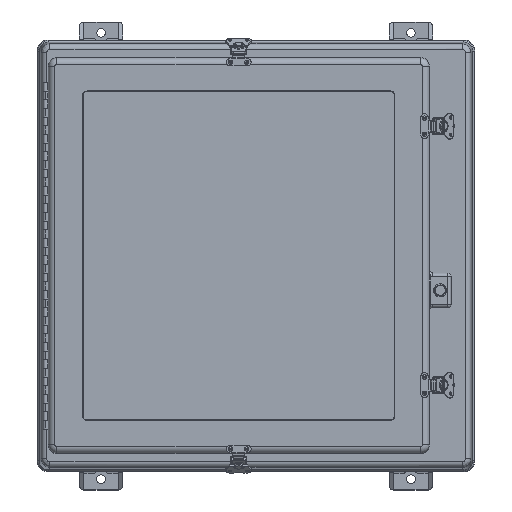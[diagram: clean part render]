
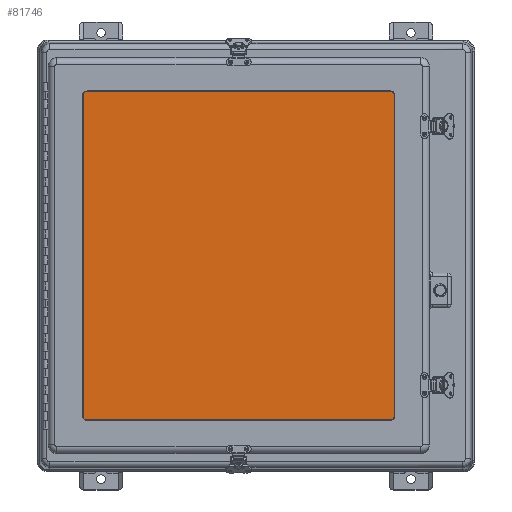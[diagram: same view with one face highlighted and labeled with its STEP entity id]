
A CAD part, top view. The second image highlights one B-rep face of the part: STEP entity #81746.
In plain terms, the highlighted planar face has unit normal (0, 0, 1).
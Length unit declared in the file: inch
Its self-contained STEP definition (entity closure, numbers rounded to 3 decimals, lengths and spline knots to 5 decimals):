
#637 = DIRECTION ( 'NONE',  ( 0., 1., 0. ) ) ;
#1223 = DIRECTION ( 'NONE',  ( 0., 0., 1. ) ) ;
#1791 = ORIENTED_EDGE ( 'NONE', *, *, #76093, .F. ) ;
#2331 = CARTESIAN_POINT ( 'NONE',  ( -9.97973, -9.25, 10.659 ) ) ;
#2777 = ORIENTED_EDGE ( 'NONE', *, *, #20311, .F. ) ;
#3488 = CARTESIAN_POINT ( 'NONE',  ( 7.98027, -9.25, 10.659 ) ) ;
#4173 = CARTESIAN_POINT ( 'NONE',  ( 7.75027, 9.48, 10.659 ) ) ;
#5764 = VECTOR ( 'NONE', #52208, 39.37008 ) ;
#10460 = VERTEX_POINT ( 'NONE', #61074 ) ;
#10892 = DIRECTION ( 'NONE',  ( 0., 1., 0. ) ) ;
#15926 = VECTOR ( 'NONE', #31065, 39.37008 ) ;
#20311 = EDGE_CURVE ( 'NONE', #10460, #71276, #37686, .T. ) ;
#21044 = ORIENTED_EDGE ( 'NONE', *, *, #74688, .F. ) ;
#24869 = ORIENTED_EDGE ( 'NONE', *, *, #63177, .F. ) ;
#26765 = DIRECTION ( 'NONE',  ( -1., 0., 0. ) ) ;
#27196 = EDGE_CURVE ( 'NONE', #44063, #28627, #55784, .T. ) ;
#28133 = VERTEX_POINT ( 'NONE', #60401 ) ;
#28510 = CIRCLE ( 'NONE', #47202, 0.23 ) ;
#28627 = VERTEX_POINT ( 'NONE', #80463 ) ;
#28906 = AXIS2_PLACEMENT_3D ( 'NONE', #45525, #39070, #10892 ) ;
#29202 = VERTEX_POINT ( 'NONE', #4173 ) ;
#30006 = VERTEX_POINT ( 'NONE', #89286 ) ;
#31065 = DIRECTION ( 'NONE',  ( 1., 0., 0. ) ) ;
#31258 = VERTEX_POINT ( 'NONE', #37179 ) ;
#31945 = CARTESIAN_POINT ( 'NONE',  ( 7.75027, -9.25, 10.659 ) ) ;
#33274 = CIRCLE ( 'NONE', #60893, 0.23 ) ;
#36908 = LINE ( 'NONE', #55688, #89355 ) ;
#37179 = CARTESIAN_POINT ( 'NONE',  ( 7.98027, 9.25, 10.659 ) ) ;
#37686 = CIRCLE ( 'NONE', #28906, 0.23 ) ;
#39070 = DIRECTION ( 'NONE',  ( 0., 0., -1. ) ) ;
#40073 = EDGE_LOOP ( 'NONE', ( #52754, #2777, #79226, #1791, #21044, #81623, #24869, #79532 ) ) ;
#42584 = PLANE ( 'NONE',  #60365 ) ;
#44063 = VERTEX_POINT ( 'NONE', #3488 ) ;
#44461 = DIRECTION ( 'NONE',  ( 0., 0., -1. ) ) ;
#45525 = CARTESIAN_POINT ( 'NONE',  ( -9.74973, 9.25, 10.659 ) ) ;
#46037 = DIRECTION ( 'NONE',  ( 0., 0., -1. ) ) ;
#46297 = DIRECTION ( 'NONE',  ( 0., 1., 0. ) ) ;
#47202 = AXIS2_PLACEMENT_3D ( 'NONE', #68258, #81107, #46297 ) ;
#48679 = EDGE_CURVE ( 'NONE', #28133, #10460, #88957, .T. ) ;
#49279 = EDGE_CURVE ( 'NONE', #29202, #31258, #28510, .T. ) ;
#51449 = DIRECTION ( 'NONE',  ( 0., 1., 0. ) ) ;
#52208 = DIRECTION ( 'NONE',  ( 0., 1., 0. ) ) ;
#52754 = ORIENTED_EDGE ( 'NONE', *, *, #58433, .F. ) ;
#54323 = CARTESIAN_POINT ( 'NONE',  ( 7.75027, -9.48, 10.659 ) ) ;
#55688 = CARTESIAN_POINT ( 'NONE',  ( 7.98027, 9.25, 10.659 ) ) ;
#55784 = CIRCLE ( 'NONE', #81662, 0.23 ) ;
#56863 = VECTOR ( 'NONE', #26765, 39.37008 ) ;
#56893 = CARTESIAN_POINT ( 'NONE',  ( -9.74973, 9.48, 10.659 ) ) ;
#56911 = CARTESIAN_POINT ( 'NONE',  ( -0.99973, 0., 10.659 ) ) ;
#58433 = EDGE_CURVE ( 'NONE', #71276, #29202, #68498, .T. ) ;
#60365 = AXIS2_PLACEMENT_3D ( 'NONE', #56911, #1223, #637 ) ;
#60401 = CARTESIAN_POINT ( 'NONE',  ( -9.97973, -9.25, 10.659 ) ) ;
#60893 = AXIS2_PLACEMENT_3D ( 'NONE', #86281, #44461, #51449 ) ;
#61074 = CARTESIAN_POINT ( 'NONE',  ( -9.97973, 9.25, 10.659 ) ) ;
#63177 = EDGE_CURVE ( 'NONE', #31258, #44063, #36908, .T. ) ;
#64955 = CARTESIAN_POINT ( 'NONE',  ( -9.74973, 9.48, 10.659 ) ) ;
#66765 = DIRECTION ( 'NONE',  ( 0., 1., 0. ) ) ;
#68258 = CARTESIAN_POINT ( 'NONE',  ( 7.75027, 9.25, 10.659 ) ) ;
#68498 = LINE ( 'NONE', #64955, #15926 ) ;
#71276 = VERTEX_POINT ( 'NONE', #56893 ) ;
#74688 = EDGE_CURVE ( 'NONE', #28627, #30006, #88614, .T. ) ;
#76093 = EDGE_CURVE ( 'NONE', #30006, #28133, #33274, .T. ) ;
#76778 = DIRECTION ( 'NONE',  ( 0., -1., 0. ) ) ;
#79226 = ORIENTED_EDGE ( 'NONE', *, *, #48679, .F. ) ;
#79532 = ORIENTED_EDGE ( 'NONE', *, *, #49279, .F. ) ;
#80463 = CARTESIAN_POINT ( 'NONE',  ( 7.75027, -9.48, 10.659 ) ) ;
#81107 = DIRECTION ( 'NONE',  ( 0., 0., -1. ) ) ;
#81623 = ORIENTED_EDGE ( 'NONE', *, *, #27196, .F. ) ;
#81662 = AXIS2_PLACEMENT_3D ( 'NONE', #31945, #46037, #66765 ) ;
#81746 = ADVANCED_FACE ( 'NONE', ( #85900 ), #42584, .T. ) ;
#85900 = FACE_OUTER_BOUND ( 'NONE', #40073, .T. ) ;
#86281 = CARTESIAN_POINT ( 'NONE',  ( -9.74973, -9.25, 10.659 ) ) ;
#88614 = LINE ( 'NONE', #54323, #56863 ) ;
#88957 = LINE ( 'NONE', #2331, #5764 ) ;
#89286 = CARTESIAN_POINT ( 'NONE',  ( -9.74973, -9.48, 10.659 ) ) ;
#89355 = VECTOR ( 'NONE', #76778, 39.37008 ) ;
